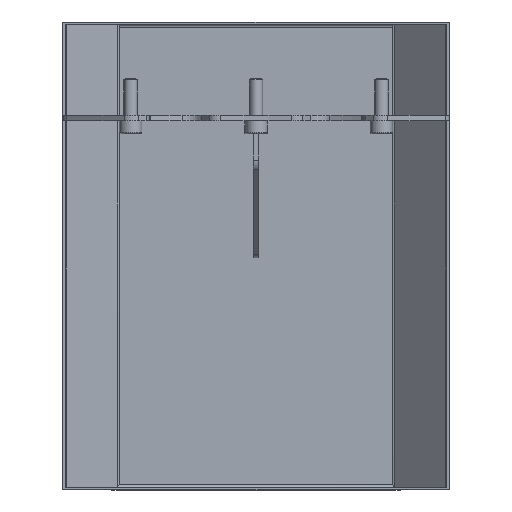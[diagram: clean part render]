
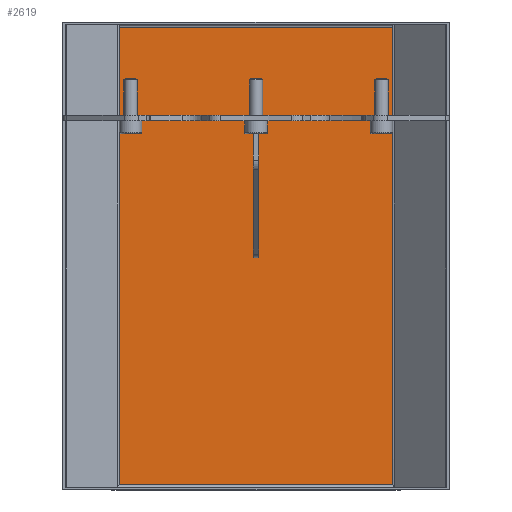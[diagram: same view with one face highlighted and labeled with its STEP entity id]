
A CAD part, top view. The second image highlights one B-rep face of the part: STEP entity #2619.
In plain terms, the highlighted planar face has unit normal (0, 0, 1).
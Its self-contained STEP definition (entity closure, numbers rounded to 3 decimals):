
#127=FACE_BOUND('',#512,.T.);
#128=FACE_BOUND('',#513,.T.);
#129=FACE_BOUND('',#514,.T.);
#368=FACE_OUTER_BOUND('',#511,.T.);
#511=EDGE_LOOP('',(#2268,#2269,#2270,#2271));
#512=EDGE_LOOP('',(#2272,#2273,#2274,#2275));
#513=EDGE_LOOP('',(#2276,#2277,#2278,#2279));
#514=EDGE_LOOP('',(#2280,#2281,#2282,#2283));
#534=LINE('',#3627,#753);
#542=LINE('',#3649,#761);
#546=LINE('',#3661,#765);
#596=LINE('',#3923,#815);
#611=LINE('',#3957,#830);
#668=LINE('',#4253,#887);
#676=LINE('',#4269,#895);
#677=LINE('',#4271,#896);
#690=LINE('',#4332,#909);
#694=LINE('',#4344,#913);
#724=LINE('',#4411,#943);
#725=LINE('',#4413,#944);
#729=LINE('',#4421,#948);
#731=LINE('',#4425,#950);
#733=LINE('',#4432,#952);
#735=LINE('',#4465,#954);
#753=VECTOR('',#2916,10.);
#761=VECTOR('',#2932,10.);
#765=VECTOR('',#2940,10.);
#815=VECTOR('',#3084,10.);
#830=VECTOR('',#3115,10.);
#887=VECTOR('',#3346,10.);
#895=VECTOR('',#3368,10.);
#896=VECTOR('',#3371,10.);
#909=VECTOR('',#3428,10.);
#913=VECTOR('',#3436,10.);
#943=VECTOR('',#3530,10.);
#944=VECTOR('',#3533,10.);
#948=VECTOR('',#3545,10.);
#950=VECTOR('',#3551,10.);
#952=VECTOR('',#3563,10.);
#954=VECTOR('',#3569,10.);
#976=VERTEX_POINT('',#3624);
#977=VERTEX_POINT('',#3626);
#986=VERTEX_POINT('',#3646);
#987=VERTEX_POINT('',#3648);
#992=VERTEX_POINT('',#3658);
#993=VERTEX_POINT('',#3660);
#1063=VERTEX_POINT('',#3859);
#1067=VERTEX_POINT('',#3905);
#1077=VERTEX_POINT('',#3955);
#1078=VERTEX_POINT('',#3956);
#1158=VERTEX_POINT('',#4250);
#1159=VERTEX_POINT('',#4252);
#1185=VERTEX_POINT('',#4329);
#1186=VERTEX_POINT('',#4331);
#1191=VERTEX_POINT('',#4341);
#1192=VERTEX_POINT('',#4343);
#1218=EDGE_CURVE('',#977,#976,#534,.T.);
#1229=EDGE_CURVE('',#987,#986,#542,.T.);
#1235=EDGE_CURVE('',#993,#992,#546,.T.);
#1332=EDGE_CURVE('',#1063,#1067,#596,.T.);
#1349=EDGE_CURVE('',#1077,#1078,#611,.T.);
#1467=EDGE_CURVE('',#1159,#1158,#668,.T.);
#1476=EDGE_CURVE('',#1158,#977,#676,.T.);
#1477=EDGE_CURVE('',#976,#1159,#677,.T.);
#1508=EDGE_CURVE('',#1186,#1185,#690,.T.);
#1514=EDGE_CURVE('',#1192,#1191,#694,.T.);
#1548=EDGE_CURVE('',#1191,#987,#724,.T.);
#1549=EDGE_CURVE('',#992,#1186,#725,.T.);
#1553=EDGE_CURVE('',#986,#1192,#729,.T.);
#1555=EDGE_CURVE('',#1185,#993,#731,.T.);
#1558=EDGE_CURVE('',#1063,#1077,#733,.T.);
#1562=EDGE_CURVE('',#1078,#1067,#735,.T.);
#2268=ORIENTED_EDGE('',*,*,#1562,.T.);
#2269=ORIENTED_EDGE('',*,*,#1332,.F.);
#2270=ORIENTED_EDGE('',*,*,#1558,.T.);
#2271=ORIENTED_EDGE('',*,*,#1349,.T.);
#2272=ORIENTED_EDGE('',*,*,#1467,.T.);
#2273=ORIENTED_EDGE('',*,*,#1476,.T.);
#2274=ORIENTED_EDGE('',*,*,#1218,.T.);
#2275=ORIENTED_EDGE('',*,*,#1477,.T.);
#2276=ORIENTED_EDGE('',*,*,#1235,.T.);
#2277=ORIENTED_EDGE('',*,*,#1549,.T.);
#2278=ORIENTED_EDGE('',*,*,#1508,.T.);
#2279=ORIENTED_EDGE('',*,*,#1555,.T.);
#2280=ORIENTED_EDGE('',*,*,#1229,.T.);
#2281=ORIENTED_EDGE('',*,*,#1553,.T.);
#2282=ORIENTED_EDGE('',*,*,#1514,.T.);
#2283=ORIENTED_EDGE('',*,*,#1548,.T.);
#2362=PLANE('',#2880);
#2619=ADVANCED_FACE('',(#368,#127,#128,#129),#2362,.T.);
#2880=AXIS2_PLACEMENT_3D('',#4468,#3573,#3574);
#2916=DIRECTION('',(0.,-1.,0.));
#2932=DIRECTION('',(-1.,0.,0.));
#2940=DIRECTION('',(-1.,0.,0.));
#3084=DIRECTION('',(0.,-1.,0.));
#3115=DIRECTION('',(0.,-1.,0.));
#3346=DIRECTION('',(0.,1.,0.));
#3368=DIRECTION('',(1.,0.,0.));
#3371=DIRECTION('',(-1.,0.,0.));
#3428=DIRECTION('',(1.,0.,0.));
#3436=DIRECTION('',(1.,0.,0.));
#3530=DIRECTION('',(0.,-1.,0.));
#3533=DIRECTION('',(0.,1.,0.));
#3545=DIRECTION('',(0.,1.,0.));
#3551=DIRECTION('',(0.,-1.,0.));
#3563=DIRECTION('',(-1.,0.,0.));
#3569=DIRECTION('',(1.,0.,0.));
#3573=DIRECTION('center_axis',(0.,0.,
1.));
#3574=DIRECTION('ref_axis',(0.,-1.,0.));
#3624=CARTESIAN_POINT('',(1.,-54.1,1.));
#3626=CARTESIAN_POINT('',(1.,-24.1,1.));
#3627=CARTESIAN_POINT('',(1.,3.98,1.));
#3646=CARTESIAN_POINT('',(-50.5,-2.,1.));
#3648=CARTESIAN_POINT('',(-10.,-2.,1.));
#3649=CARTESIAN_POINT('',(-26.043,-2.,1.));
#3658=CARTESIAN_POINT('',(10.,-2.,1.));
#3660=CARTESIAN_POINT('',(50.5,-2.,1.));
#3661=CARTESIAN_POINT('',(-26.043,-2.,1.));
#3859=CARTESIAN_POINT('',(52.086,33.6,1.));
#3905=CARTESIAN_POINT('',(52.086,-140.4,1.));
#3923=CARTESIAN_POINT('',(52.086,33.6,1.));
#3955=CARTESIAN_POINT('',(-52.086,33.6,1.));
#3956=CARTESIAN_POINT('',(-52.086,-140.4,1.));
#3957=CARTESIAN_POINT('',(-52.086,33.6,1.));
#4250=CARTESIAN_POINT('',(-1.,-24.1,1.));
#4252=CARTESIAN_POINT('',(-1.,-54.1,1.));
#4253=CARTESIAN_POINT('',(-1.,3.98,1.));
#4269=CARTESIAN_POINT('',(-26.543,-24.1,1.));
#4271=CARTESIAN_POINT('',(-26.543,-54.1,1.));
#4329=CARTESIAN_POINT('',(50.5,0.,1.));
#4331=CARTESIAN_POINT('',(10.,0.,1.));
#4332=CARTESIAN_POINT('',(-26.043,0.,1.));
#4341=CARTESIAN_POINT('',(-10.,0.,1.));
#4343=CARTESIAN_POINT('',(-50.5,0.,1.));
#4344=CARTESIAN_POINT('',(-26.043,0.,1.));
#4411=CARTESIAN_POINT('',(-10.,15.8,1.));
#4413=CARTESIAN_POINT('',(10.,15.8,1.));
#4421=CARTESIAN_POINT('',(-50.5,16.8,1.));
#4425=CARTESIAN_POINT('',(50.5,16.8,1.));
#4432=CARTESIAN_POINT('',(52.086,33.6,1.));
#4465=CARTESIAN_POINT('',(52.086,-140.4,1.));
#4468=CARTESIAN_POINT('Origin',(-52.086,33.6,1.));
